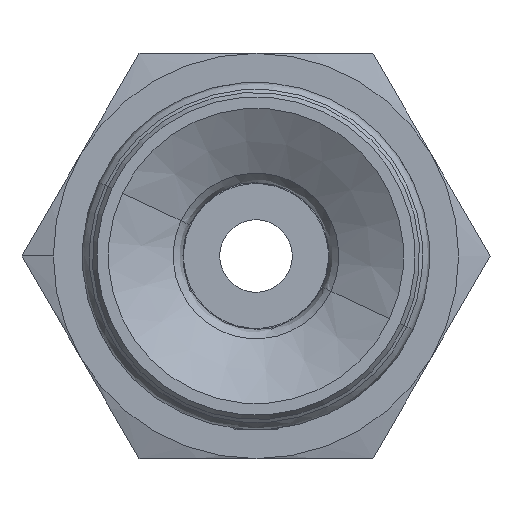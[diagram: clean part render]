
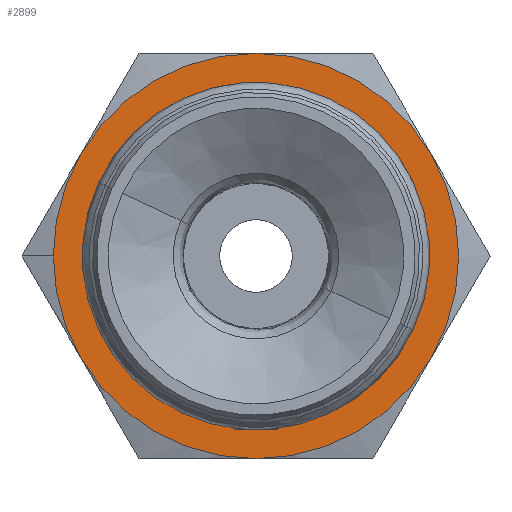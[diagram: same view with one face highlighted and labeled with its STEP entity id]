
A CAD part, front view. The second image highlights one B-rep face of the part: STEP entity #2899.
In plain terms, the highlighted planar face has unit normal (0, -1, 0).
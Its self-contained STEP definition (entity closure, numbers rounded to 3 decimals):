
#49 = PLANE ( 'NONE',  #4794 ) ;
#131 = CARTESIAN_POINT ( 'NONE',  ( 0., 24.5, 0. ) ) ;
#211 = CARTESIAN_POINT ( 'NONE',  ( 0., 24.5, 0. ) ) ;
#232 = AXIS2_PLACEMENT_3D ( 'NONE', #1811, #5944, #2421 ) ;
#504 = DIRECTION ( 'NONE',  ( 0., 0., -1. ) ) ;
#645 = DIRECTION ( 'NONE',  ( 0., 0., 1. ) ) ;
#734 = DIRECTION ( 'NONE',  ( -1., 0., 0. ) ) ;
#770 = CIRCLE ( 'NONE', #6646, 7. ) ;
#804 = DIRECTION ( 'NONE',  ( -1., 0., 0. ) ) ;
#883 = CARTESIAN_POINT ( 'NONE',  ( 6.062, 24.5, 3.5 ) ) ;
#907 = CARTESIAN_POINT ( 'NONE',  ( 0., 24.5, 0. ) ) ;
#940 = CARTESIAN_POINT ( 'NONE',  ( 0., 24.5, 7. ) ) ;
#975 = ORIENTED_EDGE ( 'NONE', *, *, #5391, .F. ) ;
#984 = EDGE_CURVE ( 'NONE', #3998, #3890, #1373, .T. ) ;
#1002 = ORIENTED_EDGE ( 'NONE', *, *, #984, .F. ) ;
#1163 = EDGE_CURVE ( 'NONE', #2417, #4953, #3589, .T. ) ;
#1310 = ORIENTED_EDGE ( 'NONE', *, *, #1163, .F. ) ;
#1373 = CIRCLE ( 'NONE', #232, 7. ) ;
#1449 = AXIS2_PLACEMENT_3D ( 'NONE', #5623, #2082, #6201 ) ;
#1490 = DIRECTION ( 'NONE',  ( -1., 0., 0. ) ) ;
#1586 = FACE_BOUND ( 'NONE', #7554, .T. ) ;
#1680 = CIRCLE ( 'NONE', #7345, 5.9 ) ;
#1811 = CARTESIAN_POINT ( 'NONE',  ( 0., 24.5, 0. ) ) ;
#1819 = CIRCLE ( 'NONE', #1449, 7. ) ;
#1994 = EDGE_CURVE ( 'NONE', #7121, #3946, #4960, .T. ) ;
#2082 = DIRECTION ( 'NONE',  ( 0., 1., 0. ) ) ;
#2094 = DIRECTION ( 'NONE',  ( 0., 1., 0. ) ) ;
#2097 = ORIENTED_EDGE ( 'NONE', *, *, #1994, .F. ) ;
#2417 = VERTEX_POINT ( 'NONE', #6263 ) ;
#2421 = DIRECTION ( 'NONE',  ( -1., 0., 0. ) ) ;
#2478 = EDGE_CURVE ( 'NONE', #3494, #4180, #1680, .T. ) ;
#2823 = DIRECTION ( 'NONE',  ( 0., -1., 0. ) ) ;
#2899 = ADVANCED_FACE ( 'NONE', ( #1586, #6116 ), #49, .F. ) ;
#2990 = AXIS2_PLACEMENT_3D ( 'NONE', #5629, #2094, #6212 ) ;
#3077 = CIRCLE ( 'NONE', #2990, 7. ) ;
#3123 = CIRCLE ( 'NONE', #4574, 5.9 ) ;
#3286 = CARTESIAN_POINT ( 'NONE',  ( 0., 24.5, 0. ) ) ;
#3287 = EDGE_CURVE ( 'NONE', #6338, #2417, #5462, .T. ) ;
#3354 = EDGE_CURVE ( 'NONE', #3946, #3998, #770, .T. ) ;
#3494 = VERTEX_POINT ( 'NONE', #5592 ) ;
#3589 = CIRCLE ( 'NONE', #5759, 7. ) ;
#3862 = DIRECTION ( 'NONE',  ( -1., 0., 0. ) ) ;
#3890 = VERTEX_POINT ( 'NONE', #6102 ) ;
#3946 = VERTEX_POINT ( 'NONE', #883 ) ;
#3998 = VERTEX_POINT ( 'NONE', #7400 ) ;
#4045 = DIRECTION ( 'NONE',  ( 0., -1., 0. ) ) ;
#4180 = VERTEX_POINT ( 'NONE', #6489 ) ;
#4183 = DIRECTION ( 'NONE',  ( 0., 1., 0. ) ) ;
#4189 = ORIENTED_EDGE ( 'NONE', *, *, #4439, .F. ) ;
#4267 = DIRECTION ( 'NONE',  ( 0., 1., 0. ) ) ;
#4275 = EDGE_LOOP ( 'NONE', ( #5691, #2097, #975, #1310, #4375, #4189, #1002 ) ) ;
#4297 = AXIS2_PLACEMENT_3D ( 'NONE', #131, #4267, #734 ) ;
#4345 = DIRECTION ( 'NONE',  ( 0., 1., 0. ) ) ;
#4375 = ORIENTED_EDGE ( 'NONE', *, *, #3287, .F. ) ;
#4439 = EDGE_CURVE ( 'NONE', #3890, #6338, #3077, .T. ) ;
#4574 = AXIS2_PLACEMENT_3D ( 'NONE', #7540, #4045, #504 ) ;
#4744 = CARTESIAN_POINT ( 'NONE',  ( -8.083, 24.5, 0. ) ) ;
#4794 = AXIS2_PLACEMENT_3D ( 'NONE', #4744, #4183, #645 ) ;
#4886 = AXIS2_PLACEMENT_3D ( 'NONE', #907, #5016, #1490 ) ;
#4953 = VERTEX_POINT ( 'NONE', #5954 ) ;
#4960 = CIRCLE ( 'NONE', #4886, 7. ) ;
#5016 = DIRECTION ( 'NONE',  ( 0., 1., 0. ) ) ;
#5202 = CARTESIAN_POINT ( 'NONE',  ( -6.062, 24.5, -3.5 ) ) ;
#5391 = EDGE_CURVE ( 'NONE', #4953, #7121, #1819, .T. ) ;
#5462 = CIRCLE ( 'NONE', #4297, 7. ) ;
#5592 = CARTESIAN_POINT ( 'NONE',  ( 0., 24.5, 5.9 ) ) ;
#5623 = CARTESIAN_POINT ( 'NONE',  ( 0., 24.5, 0. ) ) ;
#5629 = CARTESIAN_POINT ( 'NONE',  ( 0., 24.5, 0. ) ) ;
#5691 = ORIENTED_EDGE ( 'NONE', *, *, #3354, .F. ) ;
#5759 = AXIS2_PLACEMENT_3D ( 'NONE', #3286, #7373, #3862 ) ;
#5944 = DIRECTION ( 'NONE',  ( 0., 1., 0. ) ) ;
#5954 = CARTESIAN_POINT ( 'NONE',  ( -6.062, 24.5, 3.5 ) ) ;
#6102 = CARTESIAN_POINT ( 'NONE',  ( 0., 24.5, -7. ) ) ;
#6116 = FACE_OUTER_BOUND ( 'NONE', #4275, .T. ) ;
#6201 = DIRECTION ( 'NONE',  ( -1., 0., 0. ) ) ;
#6212 = DIRECTION ( 'NONE',  ( -1., 0., 0. ) ) ;
#6256 = ORIENTED_EDGE ( 'NONE', *, *, #2478, .F. ) ;
#6263 = CARTESIAN_POINT ( 'NONE',  ( -7., 24.5, 0. ) ) ;
#6310 = CARTESIAN_POINT ( 'NONE',  ( 0., 24.5, 0. ) ) ;
#6338 = VERTEX_POINT ( 'NONE', #5202 ) ;
#6430 = EDGE_CURVE ( 'NONE', #4180, #3494, #3123, .T. ) ;
#6489 = CARTESIAN_POINT ( 'NONE',  ( 0., 24.5, -5.9 ) ) ;
#6511 = ORIENTED_EDGE ( 'NONE', *, *, #6430, .F. ) ;
#6646 = AXIS2_PLACEMENT_3D ( 'NONE', #211, #4345, #804 ) ;
#6908 = DIRECTION ( 'NONE',  ( 0., 0., -1. ) ) ;
#7121 = VERTEX_POINT ( 'NONE', #940 ) ;
#7345 = AXIS2_PLACEMENT_3D ( 'NONE', #6310, #2823, #6908 ) ;
#7373 = DIRECTION ( 'NONE',  ( 0., 1., 0. ) ) ;
#7400 = CARTESIAN_POINT ( 'NONE',  ( 6.062, 24.5, -3.5 ) ) ;
#7540 = CARTESIAN_POINT ( 'NONE',  ( 0., 24.5, 0. ) ) ;
#7554 = EDGE_LOOP ( 'NONE', ( #6511, #6256 ) ) ;
